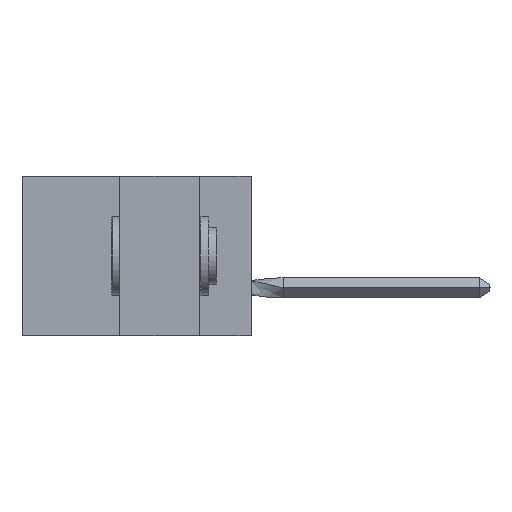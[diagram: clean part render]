
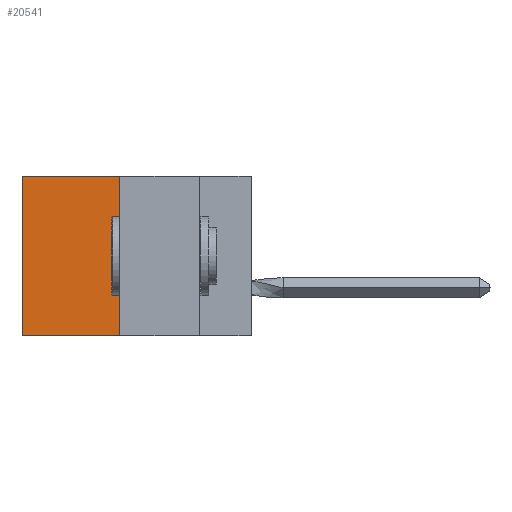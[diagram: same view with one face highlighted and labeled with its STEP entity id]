
A CAD part, left-side view. The second image highlights one B-rep face of the part: STEP entity #20541.
In plain terms, the highlighted planar face has unit normal (-1, 0, 0).
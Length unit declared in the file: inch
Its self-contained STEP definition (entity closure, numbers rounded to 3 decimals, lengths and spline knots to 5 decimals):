
#1118 = LINE ( 'NONE', #12243, #4881 ) ;
#1332 = ORIENTED_EDGE ( 'NONE', *, *, #8966, .T. ) ;
#1791 = CARTESIAN_POINT ( 'NONE',  ( 0.305, 0.72, -0.5 ) ) ;
#1889 = CARTESIAN_POINT ( 'NONE',  ( 0.305, 0.72, 0. ) ) ;
#2155 = AXIS2_PLACEMENT_3D ( 'NONE', #20246, #16586, #2962 ) ;
#2221 = EDGE_LOOP ( 'NONE', ( #1332, #13991, #7657, #2849 ) ) ;
#2849 = ORIENTED_EDGE ( 'NONE', *, *, #16563, .T. ) ;
#2962 = DIRECTION ( 'NONE',  ( 0., 0., -1. ) ) ;
#3413 = VERTEX_POINT ( 'NONE', #4351 ) ;
#3812 = VERTEX_POINT ( 'NONE', #1791 ) ;
#4322 = CARTESIAN_POINT ( 'NONE',  ( 0.305, 0.413, -0.5 ) ) ;
#4351 = CARTESIAN_POINT ( 'NONE',  ( 0.305, 0.413, 0. ) ) ;
#4881 = VECTOR ( 'NONE', #5453, 39.37008 ) ;
#5453 = DIRECTION ( 'NONE',  ( 0., 1., 0. ) ) ;
#6460 = PLANE ( 'NONE',  #2155 ) ;
#7657 = ORIENTED_EDGE ( 'NONE', *, *, #9185, .F. ) ;
#7906 = LINE ( 'NONE', #13480, #11348 ) ;
#8737 = VECTOR ( 'NONE', #19584, 39.37008 ) ;
#8966 = EDGE_CURVE ( 'NONE', #10909, #3812, #7906, .T. ) ;
#9185 = EDGE_CURVE ( 'NONE', #3413, #13250, #14543, .T. ) ;
#10909 = VERTEX_POINT ( 'NONE', #1889 ) ;
#11198 = EDGE_CURVE ( 'NONE', #13250, #3812, #1118, .T. ) ;
#11348 = VECTOR ( 'NONE', #18561, 39.37008 ) ;
#12243 = CARTESIAN_POINT ( 'NONE',  ( 0.305, 0.413, -0.5 ) ) ;
#13211 = VECTOR ( 'NONE', #17573, 39.37008 ) ;
#13250 = VERTEX_POINT ( 'NONE', #4322 ) ;
#13480 = CARTESIAN_POINT ( 'NONE',  ( 0.305, 0.72, -0.5 ) ) ;
#13991 = ORIENTED_EDGE ( 'NONE', *, *, #11198, .F. ) ;
#14543 = LINE ( 'NONE', #15646, #13211 ) ;
#15646 = CARTESIAN_POINT ( 'NONE',  ( 0.305, 0.413, -0.5 ) ) ;
#16563 = EDGE_CURVE ( 'NONE', #3413, #10909, #19672, .T. ) ;
#16586 = DIRECTION ( 'NONE',  ( 1., 0., 0. ) ) ;
#17573 = DIRECTION ( 'NONE',  ( 0., 0., -1. ) ) ;
#18561 = DIRECTION ( 'NONE',  ( 0., 0., -1. ) ) ;
#19584 = DIRECTION ( 'NONE',  ( 0., 1., 0. ) ) ;
#19672 = LINE ( 'NONE', #21227, #8737 ) ;
#20246 = CARTESIAN_POINT ( 'NONE',  ( 0.305, 0.413, -0.5 ) ) ;
#20541 = ADVANCED_FACE ( 'NONE', ( #21661 ), #6460, .F. ) ;
#21227 = CARTESIAN_POINT ( 'NONE',  ( 0.305, 0.413, 0. ) ) ;
#21661 = FACE_OUTER_BOUND ( 'NONE', #2221, .T. ) ;
